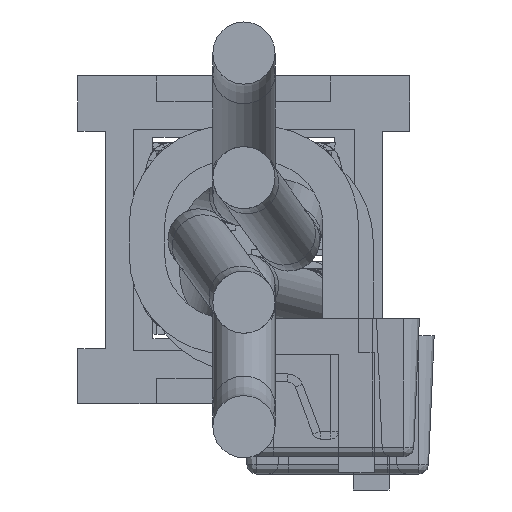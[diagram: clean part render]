
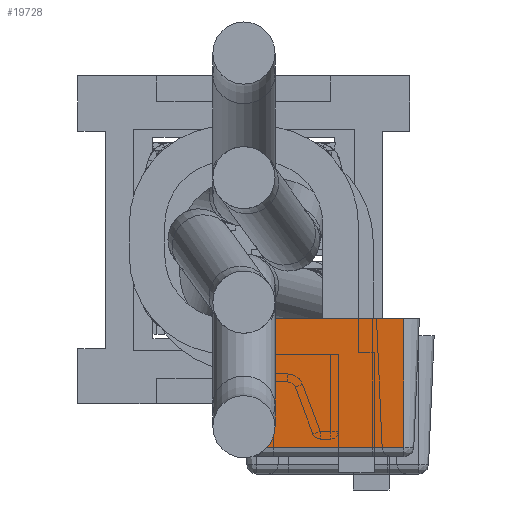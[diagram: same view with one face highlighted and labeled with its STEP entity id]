
A CAD part, front view. The second image highlights one B-rep face of the part: STEP entity #19728.
In plain terms, the highlighted planar face has unit normal (0, -0.999, -0.044).
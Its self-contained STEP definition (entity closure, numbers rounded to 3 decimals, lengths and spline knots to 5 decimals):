
#2794=FACE_OUTER_BOUND('',#3913,.T.);
#3913=EDGE_LOOP('',(#18080,#18081,#18082,#18083));
#5595=LINE('',#47408,#7380);
#5693=LINE('',#47831,#7478);
#5694=LINE('',#47839,#7479);
#5696=LINE('',#47842,#7481);
#7380=VECTOR('',#26413,0.3937);
#7478=VECTOR('',#26761,0.3937);
#7479=VECTOR('',#26772,0.3937);
#7481=VECTOR('',#26776,0.3937);
#9205=VERTEX_POINT('',#47405);
#9206=VERTEX_POINT('',#47407);
#9307=VERTEX_POINT('',#47824);
#9309=VERTEX_POINT('',#47833);
#12058=EDGE_CURVE('',#9205,#9206,#5595,.T.);
#12226=EDGE_CURVE('',#9307,#9205,#5693,.T.);
#12230=EDGE_CURVE('',#9206,#9309,#5694,.F.);
#12232=EDGE_CURVE('',#9309,#9307,#5696,.T.);
#18080=ORIENTED_EDGE('',*,*,#12226,.F.);
#18081=ORIENTED_EDGE('',*,*,#12232,.F.);
#18082=ORIENTED_EDGE('',*,*,#12230,.F.);
#18083=ORIENTED_EDGE('',*,*,#12058,.F.);
#18659=PLANE('',#21511);
#19728=ADVANCED_FACE('',(#2794),#18659,.T.);
#21511=AXIS2_PLACEMENT_3D('',#47867,#26810,#26811);
#26413=DIRECTION('',(1.,0.,0.));
#26761=DIRECTION('',(0.,-0.044,0.999));
#26772=DIRECTION('',(0.,-0.044,0.999));
#26776=DIRECTION('',(-1.,0.,0.));
#26810=DIRECTION('center_axis',(0.,-0.999,
-0.044));
#26811=DIRECTION('ref_axis',(0.,0.044,-0.999));
#47405=CARTESIAN_POINT('',(-0.0021,-17.78119,-0.07832));
#47407=CARTESIAN_POINT('',(0.15932,-17.78119,-0.07832));
#47408=CARTESIAN_POINT('',(0.07861,-17.78119,-0.07832));
#47824=CARTESIAN_POINT('',(-0.0021,-17.77558,-0.20671));
#47831=CARTESIAN_POINT('',(-0.0021,-17.77558,-0.20671));
#47833=CARTESIAN_POINT('',(0.15932,-17.77558,-0.20671));
#47839=CARTESIAN_POINT('',(0.15932,-17.77558,-0.20671));
#47842=CARTESIAN_POINT('',(0.12389,-17.77558,-0.20671));
#47867=CARTESIAN_POINT('Origin',(0.07861,-17.77558,-0.20671));
